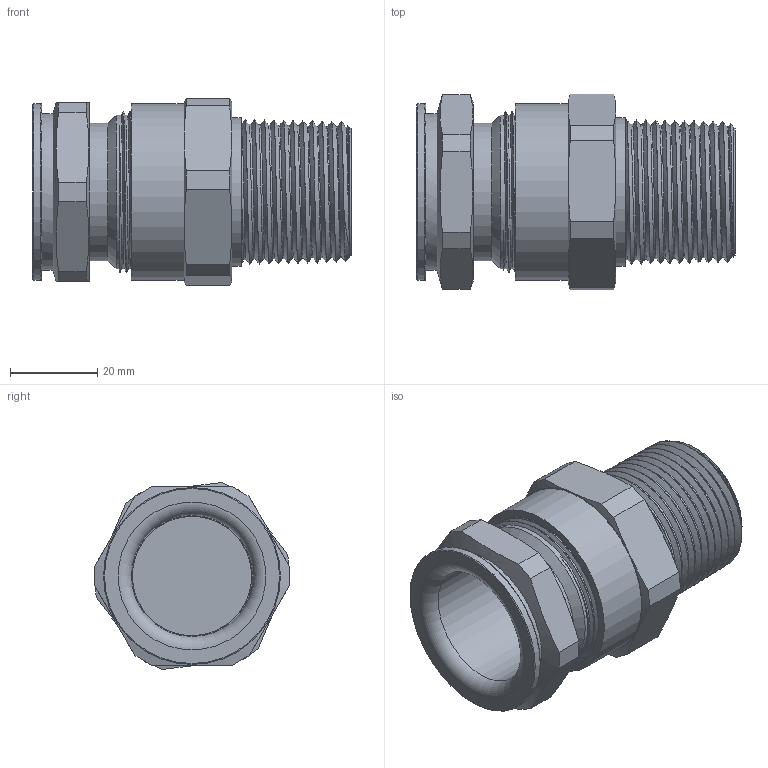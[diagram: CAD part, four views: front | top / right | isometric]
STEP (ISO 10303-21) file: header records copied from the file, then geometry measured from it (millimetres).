
FILE_DESCRIPTION(/* description */ ('ADE-1F2 NPT 1"'),/* implementation_level */ '2;1');
FILE_NAME(/* name */ '00808804V1-RST.stp',/* time_stamp */ '2022-03-16T09:50:41+01:00',/* author */ ('sl'),/* organization */ (''),/* preprocessor_version */ 'ST-DEVELOPER v16.5',/* originating_system */ 'Autodesk Inventor 2017',/* authorisation */ '');
FILE_SCHEMA (('AUTOMOTIVE_DESIGN { 1 0 10303 214 3 1 1 }'));
Length unit declared in the file: millimetre
Products named in the file (5): 00808804V1; 00808804V1_1; 00808804V1_2; 00808804V1_3; 00808804V1_4
Assembly tree (4 placements, depth 2):
  00808804V1
    00808804V1_1
    00808804V1_2
    00808804V1_3
    00808804V1_4
Bounding box: 73.09 x 45.03 x 42.95 mm (x, y, z)
Volume: 35324.2 mm3; surface area: 28584.5 mm2
Topology: 4 solids, 4 shells, 126 faces, 283 edges, 177 vertices
Faces by surface type: plane 46, cone 31, cylinder 30, torus 11, bspline 8
Full cylindrical faces by diameter (mm): 26.2 x1, 27.38 x1, 27.51 x1, 27.96 x1, 29.02 x1, 30 x1, 31.34 x1, 31.63 x1, 34.16 x1, 34.9 x7, 35.1 x1, 35.318 x4, 35.34 x2, 35.98 x1, 40.62 x1, 40.64 x1
Entity records: 8273 total; most frequent: CARTESIAN_POINT 6024, DIRECTION 416, ORIENTED_EDGE 398, EDGE_CURVE 199, AXIS2_PLACEMENT_3D 196, EDGE_LOOP 169, VERTEX_POINT 144, FACE_OUTER_BOUND 113
